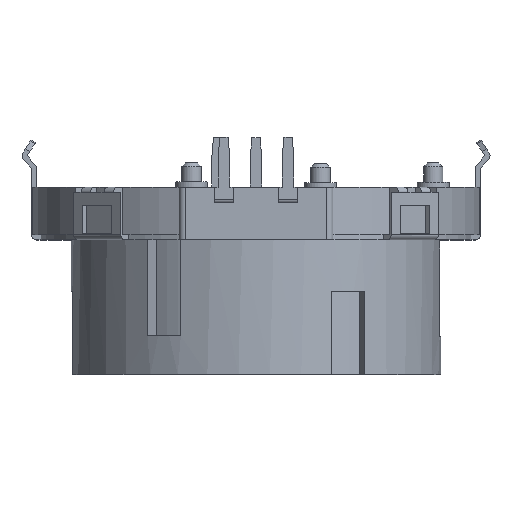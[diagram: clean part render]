
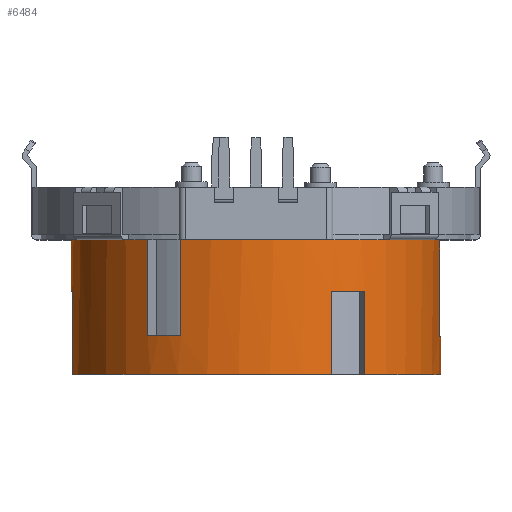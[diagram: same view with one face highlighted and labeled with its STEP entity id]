
A CAD part, top view. The second image highlights one B-rep face of the part: STEP entity #6484.
In plain terms, the highlighted cylindrical face has radius 14.4 mm (diameter 28.8 mm), a partial arc.
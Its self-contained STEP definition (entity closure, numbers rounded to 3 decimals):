
#1=CARTESIAN_POINT('',(0.,0.,0.));
#2=DIRECTION('',(0.,-1.,0.));
#3=DIRECTION('',(0.995,0.,0.104));
#4=AXIS2_PLACEMENT_3D('',#1,#2,#3);
#6=CARTESIAN_POINT('',(0.,0.,0.));
#7=DIRECTION('',(0.,-1.,0.));
#8=DIRECTION('',(-0.587,0.,0.809));
#9=AXIS2_PLACEMENT_3D('',#6,#7,#8);
#113=CARTESIAN_POINT('',(0.,-7.5,0.));
#114=DIRECTION('',(0.,-1.,0.));
#115=DIRECTION('',(1.,0.,0.));
#116=AXIS2_PLACEMENT_3D('',#113,#114,#115);
#118=DIRECTION('',(0.,-1.,0.));
#119=VECTOR('',#118,3.);
#120=CARTESIAN_POINT('',(14.4,-7.5,0.));
#121=LINE('',#120,#119);
#122=DIRECTION('',(0.,-1.,0.));
#123=VECTOR('',#122,6.5);
#124=CARTESIAN_POINT('',(8.46,-4.,11.653));
#125=LINE('',#124,#123);
#126=CARTESIAN_POINT('',(0.,-4.,0.));
#127=DIRECTION('',(0.,-1.,0.));
#128=DIRECTION('',(0.587,0.,0.809));
#129=AXIS2_PLACEMENT_3D('',#126,#127,#128);
#131=DIRECTION('',(0.,-1.,0.));
#132=VECTOR('',#131,6.5);
#133=CARTESIAN_POINT('',(5.862,-4.,13.153));
#134=LINE('',#133,#132);
#135=DIRECTION('',(0.,-1.,0.));
#136=VECTOR('',#135,6.5);
#137=CARTESIAN_POINT('',(-14.322,-4.,1.5));
#138=LINE('',#137,#136);
#139=CARTESIAN_POINT('',(0.,-4.,0.));
#140=DIRECTION('',(0.,-1.,0.));
#141=DIRECTION('',(-0.995,0.,0.104));
#142=AXIS2_PLACEMENT_3D('',#139,#140,#141);
#144=DIRECTION('',(0.,-1.,0.));
#145=VECTOR('',#144,7.5);
#146=CARTESIAN_POINT('',(-8.46,0.,11.653));
#147=LINE('',#146,#145);
#148=CARTESIAN_POINT('',(0.,-7.5,0.));
#149=DIRECTION('',(0.,1.,0.));
#150=DIRECTION('',(-0.587,0.,0.809));
#151=AXIS2_PLACEMENT_3D('',#148,#149,#150);
#153=DIRECTION('',(0.,-1.,0.));
#154=VECTOR('',#153,7.5);
#155=CARTESIAN_POINT('',(-5.862,0.,13.153));
#156=LINE('',#155,#154);
#157=DIRECTION('',(0.,-1.,0.));
#158=VECTOR('',#157,7.5);
#159=CARTESIAN_POINT('',(14.322,0.,1.5));
#160=LINE('',#159,#158);
#240=DIRECTION('',(0.,-1.,0.));
#241=VECTOR('',#240,4.);
#242=CARTESIAN_POINT('',(-14.4,0.,0.));
#243=LINE('',#242,#241);
#371=CARTESIAN_POINT('',(0.,-10.5,0.));
#372=DIRECTION('',(0.,-1.,0.));
#373=DIRECTION('',(0.407,0.,0.913));
#374=AXIS2_PLACEMENT_3D('',#371,#372,#373);
#389=CARTESIAN_POINT('',(0.,-10.5,0.));
#390=DIRECTION('',(0.,-1.,0.));
#391=DIRECTION('',(1.,0.,0.));
#392=AXIS2_PLACEMENT_3D('',#389,#390,#391);
#5061=CARTESIAN_POINT('',(-14.322,-10.5,1.5));
#5062=VERTEX_POINT('',#5061);
#5071=CARTESIAN_POINT('',(5.862,-10.5,13.153));
#5073=VERTEX_POINT('',#5071);
#5077=CARTESIAN_POINT('',(8.46,-10.5,11.653));
#5078=VERTEX_POINT('',#5077);
#5079=CARTESIAN_POINT('',(8.46,-4.,11.653));
#5080=CARTESIAN_POINT('',(5.862,-4.,13.153));
#5081=VERTEX_POINT('',#5079);
#5082=VERTEX_POINT('',#5080);
#5083=CARTESIAN_POINT('',(-14.322,-4.,1.5));
#5084=CARTESIAN_POINT('',(-14.4,-4.,0.));
#5085=VERTEX_POINT('',#5083);
#5086=VERTEX_POINT('',#5084);
#5093=CARTESIAN_POINT('',(14.4,-10.5,0.));
#5094=VERTEX_POINT('',#5093);
#5095=CARTESIAN_POINT('',(-14.4,0.,0.));
#5096=VERTEX_POINT('',#5095);
#5133=CARTESIAN_POINT('',(14.4,-7.5,0.));
#5134=CARTESIAN_POINT('',(14.322,-7.5,1.5));
#5135=VERTEX_POINT('',#5133);
#5136=VERTEX_POINT('',#5134);
#5137=CARTESIAN_POINT('',(-8.46,-7.5,11.653));
#5138=CARTESIAN_POINT('',(-5.862,-7.5,13.153));
#5139=VERTEX_POINT('',#5137);
#5140=VERTEX_POINT('',#5138);
#5141=CARTESIAN_POINT('',(14.322,0.,1.5));
#5142=VERTEX_POINT('',#5141);
#5143=CARTESIAN_POINT('',(-8.46,0.,11.653));
#5144=VERTEX_POINT('',#5143);
#5145=CARTESIAN_POINT('',(-5.862,0.,13.153));
#5146=VERTEX_POINT('',#5145);
#6447=CARTESIAN_POINT('',(0.,0.,0.));
#6448=DIRECTION('',(0.,-1.,0.));
#6449=DIRECTION('',(1.,0.,0.));
#6450=AXIS2_PLACEMENT_3D('',#6447,#6448,#6449);
#6451=CYLINDRICAL_SURFACE('',#6450,14.4);
#6453=ORIENTED_EDGE('',*,*,#6452,.F.);
#6455=ORIENTED_EDGE('',*,*,#6454,.T.);
#6457=ORIENTED_EDGE('',*,*,#6456,.T.);
#6459=ORIENTED_EDGE('',*,*,#6458,.F.);
#6461=ORIENTED_EDGE('',*,*,#6460,.T.);
#6463=ORIENTED_EDGE('',*,*,#6462,.T.);
#6465=ORIENTED_EDGE('',*,*,#6464,.T.);
#6467=ORIENTED_EDGE('',*,*,#6466,.F.);
#6469=ORIENTED_EDGE('',*,*,#6468,.T.);
#6471=ORIENTED_EDGE('',*,*,#6470,.F.);
#6472=ORIENTED_EDGE('',*,*,#6434,.F.);
#6474=ORIENTED_EDGE('',*,*,#6473,.T.);
#6476=ORIENTED_EDGE('',*,*,#6475,.T.);
#6478=ORIENTED_EDGE('',*,*,#6477,.F.);
#6479=ORIENTED_EDGE('',*,*,#6430,.F.);
#6481=ORIENTED_EDGE('',*,*,#6480,.T.);
#6482=EDGE_LOOP('',(#6453,#6455,#6457,#6459,#6461,#6463,#6465,#6467,#6469,#6471,
#6472,#6474,#6476,#6478,#6479,#6481));
#6483=FACE_OUTER_BOUND('',#6482,.F.);
#5=CIRCLE('',#4,14.4);
#10=CIRCLE('',#9,14.4);
#117=CIRCLE('',#116,14.4);
#130=CIRCLE('',#129,14.4);
#143=CIRCLE('',#142,14.4);
#152=CIRCLE('',#151,14.4);
#375=CIRCLE('',#374,14.4);
#393=CIRCLE('',#392,14.4);
#6430=EDGE_CURVE('',#5142,#5146,#5,.T.);
#6434=EDGE_CURVE('',#5144,#5096,#10,.T.);
#6452=EDGE_CURVE('',#5135,#5136,#117,.T.);
#6454=EDGE_CURVE('',#5135,#5094,#121,.T.);
#6456=EDGE_CURVE('',#5094,#5078,#393,.T.);
#6458=EDGE_CURVE('',#5081,#5078,#125,.T.);
#6460=EDGE_CURVE('',#5081,#5082,#130,.T.);
#6462=EDGE_CURVE('',#5082,#5073,#134,.T.);
#6464=EDGE_CURVE('',#5073,#5062,#375,.T.);
#6466=EDGE_CURVE('',#5085,#5062,#138,.T.);
#6468=EDGE_CURVE('',#5085,#5086,#143,.T.);
#6470=EDGE_CURVE('',#5096,#5086,#243,.T.);
#6473=EDGE_CURVE('',#5144,#5139,#147,.T.);
#6475=EDGE_CURVE('',#5139,#5140,#152,.T.);
#6477=EDGE_CURVE('',#5146,#5140,#156,.T.);
#6480=EDGE_CURVE('',#5142,#5136,#160,.T.);
#6484=ADVANCED_FACE('',(#6483),#6451,.T.);
